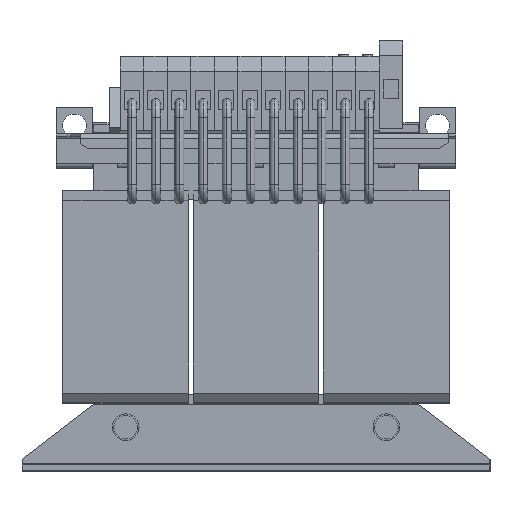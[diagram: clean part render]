
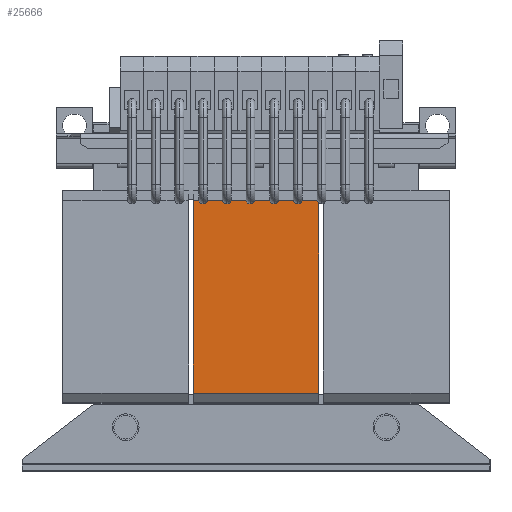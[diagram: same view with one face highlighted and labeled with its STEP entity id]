
A CAD part, top view. The second image highlights one B-rep face of the part: STEP entity #25666.
In plain terms, the highlighted planar face has unit normal (0, 0, 1).
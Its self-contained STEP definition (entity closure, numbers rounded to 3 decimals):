
#33 = LINE ( 'NONE', #10959, #6637 ) ;
#146 = EDGE_CURVE ( 'NONE', #15462, #16066, #15703, .T. ) ;
#975 = AXIS2_PLACEMENT_3D ( 'NONE', #23725, #31443, #26123 ) ;
#1234 = CARTESIAN_POINT ( 'NONE',  ( 41.359, 65., 47.145 ) ) ;
#1691 = DIRECTION ( 'NONE',  ( 0., 0., 1. ) ) ;
#1855 = DIRECTION ( 'NONE',  ( 0., 0., 1. ) ) ;
#1900 = ORIENTED_EDGE ( 'NONE', *, *, #23578, .T. ) ;
#2281 = CIRCLE ( 'NONE', #4363, 3. ) ;
#2331 = EDGE_CURVE ( 'NONE', #15203, #28778, #18259, .T. ) ;
#2547 = FACE_OUTER_BOUND ( 'NONE', #30800, .T. ) ;
#2575 = VECTOR ( 'NONE', #10877, 1000. ) ;
#2580 = DIRECTION ( 'NONE',  ( 0., 1., 0. ) ) ;
#2716 = LINE ( 'NONE', #3477, #3918 ) ;
#2954 = ORIENTED_EDGE ( 'NONE', *, *, #24560, .T. ) ;
#3347 = DIRECTION ( 'NONE',  ( -1., 0., 0. ) ) ;
#3477 = CARTESIAN_POINT ( 'NONE',  ( 42.5, 65., 47.145 ) ) ;
#3918 = VECTOR ( 'NONE', #13523, 1000. ) ;
#3981 = AXIS2_PLACEMENT_3D ( 'NONE', #4471, #1855, #31939 ) ;
#4227 = VERTEX_POINT ( 'NONE', #18531 ) ;
#4361 = VECTOR ( 'NONE', #13291, 1000. ) ;
#4363 = AXIS2_PLACEMENT_3D ( 'NONE', #16684, #1691, #23838 ) ;
#4443 = ORIENTED_EDGE ( 'NONE', *, *, #19560, .F. ) ;
#4471 = CARTESIAN_POINT ( 'NONE',  ( -35.75, 65.801, 47.145 ) ) ;
#4694 = DIRECTION ( 'NONE',  ( 0., 0., 1. ) ) ;
#4993 = CARTESIAN_POINT ( 'NONE',  ( -42.5, -65., 47.145 ) ) ;
#5063 = ORIENTED_EDGE ( 'NONE', *, *, #31629, .T. ) ;
#5363 = LINE ( 'NONE', #13954, #14624 ) ;
#6163 = ORIENTED_EDGE ( 'NONE', *, *, #27987, .F. ) ;
#6361 = VERTEX_POINT ( 'NONE', #13217 ) ;
#6637 = VECTOR ( 'NONE', #13437, 1000. ) ;
#6859 = DIRECTION ( 'NONE',  ( 0., 1., 0. ) ) ;
#6959 = ORIENTED_EDGE ( 'NONE', *, *, #13991, .T. ) ;
#6977 = LINE ( 'NONE', #18058, #20896 ) ;
#6979 = AXIS2_PLACEMENT_3D ( 'NONE', #21857, #21741, #6859 ) ;
#7541 = ORIENTED_EDGE ( 'NONE', *, *, #29165, .F. ) ;
#7548 = EDGE_CURVE ( 'NONE', #6361, #15462, #33, .T. ) ;
#7714 = VERTEX_POINT ( 'NONE', #9447 ) ;
#8294 = ORIENTED_EDGE ( 'NONE', *, *, #29107, .F. ) ;
#8753 = CARTESIAN_POINT ( 'NONE',  ( 42.5, 65., 47.145 ) ) ;
#8905 = DIRECTION ( 'NONE',  ( 0., -1., 0. ) ) ;
#8978 = LINE ( 'NONE', #8753, #24053 ) ;
#9447 = CARTESIAN_POINT ( 'NONE',  ( -32.859, 65., 47.145 ) ) ;
#9582 = AXIS2_PLACEMENT_3D ( 'NONE', #28369, #13396, #23444 ) ;
#10030 = LINE ( 'NONE', #26797, #15392 ) ;
#10147 = CIRCLE ( 'NONE', #9582, 3. ) ;
#10472 = CARTESIAN_POINT ( 'NONE',  ( 25.359, 65., 47.145 ) ) ;
#10620 = EDGE_CURVE ( 'NONE', #26760, #30179, #27339, .T. ) ;
#10877 = DIRECTION ( 'NONE',  ( -1., 0., 0. ) ) ;
#10959 = CARTESIAN_POINT ( 'NONE',  ( 42.5, 0., 47.145 ) ) ;
#11131 = AXIS2_PLACEMENT_3D ( 'NONE', #29224, #27354, #2580 ) ;
#11268 = EDGE_CURVE ( 'NONE', #18506, #4227, #11377, .T. ) ;
#11377 = CIRCLE ( 'NONE', #11131, 3. ) ;
#11439 = DIRECTION ( 'NONE',  ( -1., 0., 0. ) ) ;
#11927 = CARTESIAN_POINT ( 'NONE',  ( -6.641, 65., 47.145 ) ) ;
#12833 = EDGE_CURVE ( 'NONE', #15010, #30179, #8978, .T. ) ;
#13217 = CARTESIAN_POINT ( 'NONE',  ( 42.5, 63.364, 47.145 ) ) ;
#13291 = DIRECTION ( 'NONE',  ( -1., 0., 0. ) ) ;
#13396 = DIRECTION ( 'NONE',  ( 0., 0., 1. ) ) ;
#13437 = DIRECTION ( 'NONE',  ( 0., -1., 0. ) ) ;
#13523 = DIRECTION ( 'NONE',  ( -1., 0., 0. ) ) ;
#13954 = CARTESIAN_POINT ( 'NONE',  ( -42.5, 0., 47.145 ) ) ;
#13991 = EDGE_CURVE ( 'NONE', #17943, #7714, #2716, .T. ) ;
#14260 = VERTEX_POINT ( 'NONE', #25183 ) ;
#14624 = VECTOR ( 'NONE', #8905, 1000. ) ;
#15010 = VERTEX_POINT ( 'NONE', #1234 ) ;
#15068 = ORIENTED_EDGE ( 'NONE', *, *, #2331, .T. ) ;
#15203 = VERTEX_POINT ( 'NONE', #30793 ) ;
#15392 = VECTOR ( 'NONE', #17126, 1000. ) ;
#15462 = VERTEX_POINT ( 'NONE', #27184 ) ;
#15679 = ORIENTED_EDGE ( 'NONE', *, *, #10620, .F. ) ;
#15703 = LINE ( 'NONE', #26118, #2575 ) ;
#16066 = VERTEX_POINT ( 'NONE', #4993 ) ;
#16366 = CARTESIAN_POINT ( 'NONE',  ( 31.141, 65., 47.145 ) ) ;
#16684 = CARTESIAN_POINT ( 'NONE',  ( 44.25, 65.801, 47.145 ) ) ;
#17126 = DIRECTION ( 'NONE',  ( -1., 0., 0. ) ) ;
#17520 = CARTESIAN_POINT ( 'NONE',  ( -42.5, 65., 47.145 ) ) ;
#17943 = VERTEX_POINT ( 'NONE', #28977 ) ;
#18058 = CARTESIAN_POINT ( 'NONE',  ( 42.5, 65., 47.145 ) ) ;
#18173 = ORIENTED_EDGE ( 'NONE', *, *, #146, .F. ) ;
#18259 = LINE ( 'NONE', #28156, #4361 ) ;
#18506 = VERTEX_POINT ( 'NONE', #11927 ) ;
#18531 = CARTESIAN_POINT ( 'NONE',  ( -0.859, 65., 47.145 ) ) ;
#18752 = PLANE ( 'NONE',  #975 ) ;
#18881 = AXIS2_PLACEMENT_3D ( 'NONE', #29249, #4694, #26728 ) ;
#19560 = EDGE_CURVE ( 'NONE', #15010, #6361, #2281, .T. ) ;
#20896 = VECTOR ( 'NONE', #27730, 1000. ) ;
#21066 = CARTESIAN_POINT ( 'NONE',  ( 42.5, 65., 47.145 ) ) ;
#21255 = ORIENTED_EDGE ( 'NONE', *, *, #7548, .F. ) ;
#21598 = VECTOR ( 'NONE', #3347, 1000. ) ;
#21741 = DIRECTION ( 'NONE',  ( 0., 0., 1. ) ) ;
#21832 = CARTESIAN_POINT ( 'NONE',  ( -16.859, 65., 47.145 ) ) ;
#21857 = CARTESIAN_POINT ( 'NONE',  ( 28.25, 65.801, 47.145 ) ) ;
#22961 = CIRCLE ( 'NONE', #3981, 3. ) ;
#23431 = EDGE_CURVE ( 'NONE', #31713, #4227, #24724, .T. ) ;
#23444 = DIRECTION ( 'NONE',  ( 0., 1., 0. ) ) ;
#23578 = EDGE_CURVE ( 'NONE', #26760, #14260, #10030, .T. ) ;
#23725 = CARTESIAN_POINT ( 'NONE',  ( 42.5, 0., 47.145 ) ) ;
#23838 = DIRECTION ( 'NONE',  ( 0., 1., 0. ) ) ;
#24053 = VECTOR ( 'NONE', #11439, 1000. ) ;
#24096 = ORIENTED_EDGE ( 'NONE', *, *, #12833, .T. ) ;
#24296 = ORIENTED_EDGE ( 'NONE', *, *, #23431, .T. ) ;
#24560 = EDGE_CURVE ( 'NONE', #28778, #16066, #5363, .T. ) ;
#24724 = LINE ( 'NONE', #21066, #21598 ) ;
#24732 = VERTEX_POINT ( 'NONE', #21832 ) ;
#25183 = CARTESIAN_POINT ( 'NONE',  ( 15.141, 65., 47.145 ) ) ;
#25666 = ADVANCED_FACE ( 'NONE', ( #2547 ), #18752, .F. ) ;
#25742 = CARTESIAN_POINT ( 'NONE',  ( 9.359, 65., 47.145 ) ) ;
#26118 = CARTESIAN_POINT ( 'NONE',  ( 42.5, -65., 47.145 ) ) ;
#26123 = DIRECTION ( 'NONE',  ( 0., 1., 0. ) ) ;
#26421 = ORIENTED_EDGE ( 'NONE', *, *, #11268, .F. ) ;
#26728 = DIRECTION ( 'NONE',  ( 0., 1., 0. ) ) ;
#26760 = VERTEX_POINT ( 'NONE', #10472 ) ;
#26797 = CARTESIAN_POINT ( 'NONE',  ( 42.5, 65., 47.145 ) ) ;
#27184 = CARTESIAN_POINT ( 'NONE',  ( 42.5, -65., 47.145 ) ) ;
#27339 = CIRCLE ( 'NONE', #6979, 3. ) ;
#27354 = DIRECTION ( 'NONE',  ( 0., 0., 1. ) ) ;
#27614 = CIRCLE ( 'NONE', #18881, 3. ) ;
#27730 = DIRECTION ( 'NONE',  ( -1., 0., 0. ) ) ;
#27987 = EDGE_CURVE ( 'NONE', #17943, #24732, #10147, .T. ) ;
#28156 = CARTESIAN_POINT ( 'NONE',  ( 42.5, 65., 47.145 ) ) ;
#28369 = CARTESIAN_POINT ( 'NONE',  ( -19.75, 65.801, 47.145 ) ) ;
#28778 = VERTEX_POINT ( 'NONE', #17520 ) ;
#28977 = CARTESIAN_POINT ( 'NONE',  ( -22.641, 65., 47.145 ) ) ;
#29107 = EDGE_CURVE ( 'NONE', #31713, #14260, #27614, .T. ) ;
#29165 = EDGE_CURVE ( 'NONE', #15203, #7714, #22961, .T. ) ;
#29224 = CARTESIAN_POINT ( 'NONE',  ( -3.75, 65.801, 47.145 ) ) ;
#29249 = CARTESIAN_POINT ( 'NONE',  ( 12.25, 65.801, 47.145 ) ) ;
#30179 = VERTEX_POINT ( 'NONE', #16366 ) ;
#30793 = CARTESIAN_POINT ( 'NONE',  ( -38.641, 65., 47.145 ) ) ;
#30800 = EDGE_LOOP ( 'NONE', ( #8294, #24296, #26421, #5063, #6163, #6959, #7541, #15068, #2954, #18173, #21255, #4443, #24096, #15679, #1900 ) ) ;
#31443 = DIRECTION ( 'NONE',  ( 0., 0., -1. ) ) ;
#31629 = EDGE_CURVE ( 'NONE', #18506, #24732, #6977, .T. ) ;
#31713 = VERTEX_POINT ( 'NONE', #25742 ) ;
#31939 = DIRECTION ( 'NONE',  ( 0., 1., 0. ) ) ;
